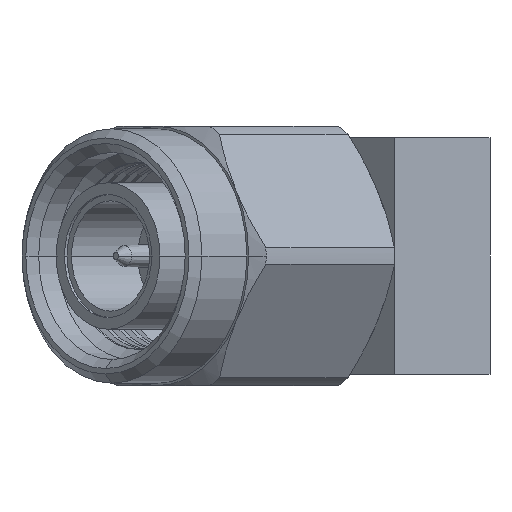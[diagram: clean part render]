
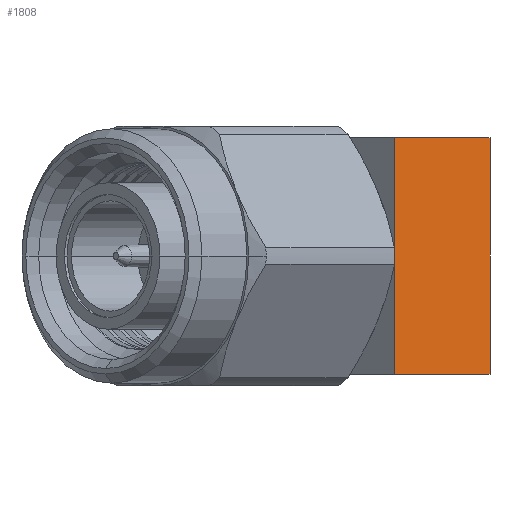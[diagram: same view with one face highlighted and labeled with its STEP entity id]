
A CAD part, left-side view. The second image highlights one B-rep face of the part: STEP entity #1808.
In plain terms, the highlighted planar face has unit normal (-0.707, -0.707, 0).
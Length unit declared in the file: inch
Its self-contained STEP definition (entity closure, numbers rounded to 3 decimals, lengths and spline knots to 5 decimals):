
#202 = EDGE_CURVE ( 'NONE', #1551, #3806, #1927, .T. ) ;
#220 = PLANE ( 'NONE',  #4838 ) ;
#288 = EDGE_CURVE ( 'NONE', #1710, #5558, #2981, .T. ) ;
#377 = LINE ( 'NONE', #4175, #1842 ) ;
#717 = CARTESIAN_POINT ( 'NONE',  ( -0.29648, -0.00974, -0.25591 ) ) ;
#864 = ORIENTED_EDGE ( 'NONE', *, *, #4060, .T. ) ;
#886 = CARTESIAN_POINT ( 'NONE',  ( -0.08969, -0.21654, -0.25591 ) ) ;
#1111 = DIRECTION ( 'NONE',  ( -0.707, 0.707, 0. ) ) ;
#1146 = DIRECTION ( 'NONE',  ( 0.707, -0.707, 0. ) ) ;
#1185 = LINE ( 'NONE', #3087, #5758 ) ;
#1483 = EDGE_CURVE ( 'NONE', #1710, #1551, #377, .T. ) ;
#1522 = CARTESIAN_POINT ( 'NONE',  ( -0.08969, -0.21654, 0.25591 ) ) ;
#1543 = ORIENTED_EDGE ( 'NONE', *, *, #288, .T. ) ;
#1551 = VERTEX_POINT ( 'NONE', #5786 ) ;
#1644 = FACE_OUTER_BOUND ( 'NONE', #4406, .T. ) ;
#1710 = VERTEX_POINT ( 'NONE', #717 ) ;
#1805 = DIRECTION ( 'NONE',  ( 0., 0., 1. ) ) ;
#1808 = ADVANCED_FACE ( 'NONE', ( #1644 ), #220, .T. ) ;
#1842 = VECTOR ( 'NONE', #1805, 39.37008 ) ;
#1927 = LINE ( 'NONE', #2558, #5281 ) ;
#2101 = CARTESIAN_POINT ( 'NONE',  ( -0.29648, -0.00974, -0.25591 ) ) ;
#2558 = CARTESIAN_POINT ( 'NONE',  ( -0.29648, -0.00974, 0.25591 ) ) ;
#2981 = LINE ( 'NONE', #5422, #5882 ) ;
#3087 = CARTESIAN_POINT ( 'NONE',  ( -0.08969, -0.21654, -0.25591 ) ) ;
#3541 = DIRECTION ( 'NONE',  ( -0.707, -0.707, 0. ) ) ;
#3806 = VERTEX_POINT ( 'NONE', #1522 ) ;
#4056 = DIRECTION ( 'NONE',  ( 0.707, -0.707, 0. ) ) ;
#4060 = EDGE_CURVE ( 'NONE', #5558, #3806, #1185, .T. ) ;
#4175 = CARTESIAN_POINT ( 'NONE',  ( -0.29648, -0.00974, -0.25591 ) ) ;
#4406 = EDGE_LOOP ( 'NONE', ( #864, #4883, #5633, #1543 ) ) ;
#4838 = AXIS2_PLACEMENT_3D ( 'NONE', #2101, #3541, #1111 ) ;
#4883 = ORIENTED_EDGE ( 'NONE', *, *, #202, .F. ) ;
#5111 = DIRECTION ( 'NONE',  ( 0., 0., 1. ) ) ;
#5281 = VECTOR ( 'NONE', #4056, 39.37008 ) ;
#5422 = CARTESIAN_POINT ( 'NONE',  ( -0.29648, -0.00974, -0.25591 ) ) ;
#5558 = VERTEX_POINT ( 'NONE', #886 ) ;
#5633 = ORIENTED_EDGE ( 'NONE', *, *, #1483, .F. ) ;
#5758 = VECTOR ( 'NONE', #5111, 39.37008 ) ;
#5786 = CARTESIAN_POINT ( 'NONE',  ( -0.29648, -0.00974, 0.25591 ) ) ;
#5882 = VECTOR ( 'NONE', #1146, 39.37008 ) ;
